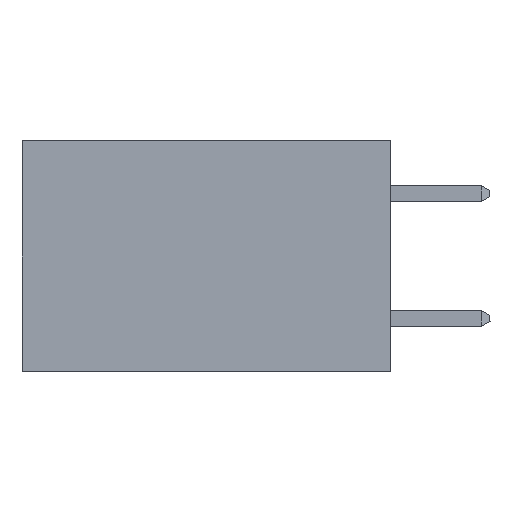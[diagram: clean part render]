
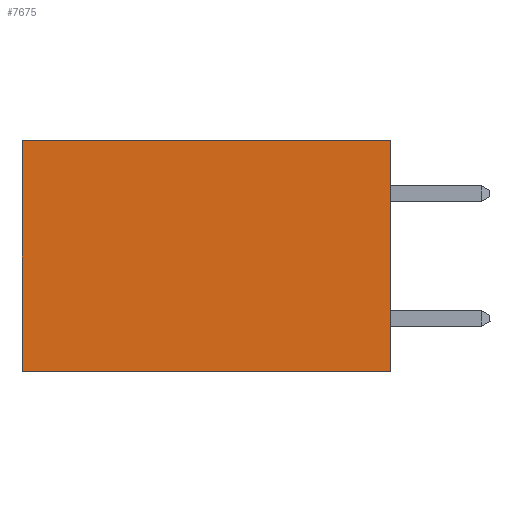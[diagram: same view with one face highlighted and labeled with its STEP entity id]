
A CAD part, left-side view. The second image highlights one B-rep face of the part: STEP entity #7675.
In plain terms, the highlighted planar face has unit normal (-1, 0, 0).
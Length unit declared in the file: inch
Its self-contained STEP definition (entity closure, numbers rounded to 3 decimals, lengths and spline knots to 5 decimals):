
#155 = ORIENTED_EDGE ( 'NONE', *, *, #20424, .F. ) ;
#990 = ORIENTED_EDGE ( 'NONE', *, *, #15256, .T. ) ;
#1905 = DIRECTION ( 'NONE',  ( 0., 0., -1. ) ) ;
#2218 = ORIENTED_EDGE ( 'NONE', *, *, #8105, .F. ) ;
#2568 = CARTESIAN_POINT ( 'NONE',  ( 0.277, 0., 0. ) ) ;
#2729 = VECTOR ( 'NONE', #10152, 39.37008 ) ;
#3246 = LINE ( 'NONE', #8428, #2729 ) ;
#4020 = VERTEX_POINT ( 'NONE', #13931 ) ;
#5697 = VERTEX_POINT ( 'NONE', #6939 ) ;
#6125 = CARTESIAN_POINT ( 'NONE',  ( 0.277, 0., -0.37 ) ) ;
#6224 = ORIENTED_EDGE ( 'NONE', *, *, #17844, .T. ) ;
#6271 = VECTOR ( 'NONE', #9371, 39.37008 ) ;
#6939 = CARTESIAN_POINT ( 'NONE',  ( 0.277, 0., -0.37 ) ) ;
#7328 = LINE ( 'NONE', #21295, #6271 ) ;
#7532 = CARTESIAN_POINT ( 'NONE',  ( 0.277, 0.59, 0. ) ) ;
#7645 = FACE_OUTER_BOUND ( 'NONE', #17894, .T. ) ;
#7675 = ADVANCED_FACE ( 'NONE', ( #7645 ), #16295, .F. ) ;
#7818 = DIRECTION ( 'NONE',  ( 1., 0., 0. ) ) ;
#8105 = EDGE_CURVE ( 'NONE', #11689, #5697, #16685, .T. ) ;
#8428 = CARTESIAN_POINT ( 'NONE',  ( 0.277, 0.59, -0.37 ) ) ;
#9371 = DIRECTION ( 'NONE',  ( 0., 1., 0. ) ) ;
#10152 = DIRECTION ( 'NONE',  ( 0., 0., -1. ) ) ;
#11689 = VERTEX_POINT ( 'NONE', #14420 ) ;
#12665 = DIRECTION ( 'NONE',  ( 0., 1., 0. ) ) ;
#13931 = CARTESIAN_POINT ( 'NONE',  ( 0.277, 0.59, -0.37 ) ) ;
#14420 = CARTESIAN_POINT ( 'NONE',  ( 0.277, 0., 0. ) ) ;
#14546 = VERTEX_POINT ( 'NONE', #7532 ) ;
#15256 = EDGE_CURVE ( 'NONE', #11689, #14546, #17195, .T. ) ;
#15445 = CARTESIAN_POINT ( 'NONE',  ( 0.277, 0., -0.37 ) ) ;
#16295 = PLANE ( 'NONE',  #19385 ) ;
#16685 = LINE ( 'NONE', #15445, #20697 ) ;
#17195 = LINE ( 'NONE', #2568, #21177 ) ;
#17844 = EDGE_CURVE ( 'NONE', #14546, #4020, #3246, .T. ) ;
#17894 = EDGE_LOOP ( 'NONE', ( #6224, #155, #2218, #990 ) ) ;
#19385 = AXIS2_PLACEMENT_3D ( 'NONE', #6125, #7818, #19741 ) ;
#19741 = DIRECTION ( 'NONE',  ( 0., 0., -1. ) ) ;
#20424 = EDGE_CURVE ( 'NONE', #5697, #4020, #7328, .T. ) ;
#20697 = VECTOR ( 'NONE', #1905, 39.37008 ) ;
#21177 = VECTOR ( 'NONE', #12665, 39.37008 ) ;
#21295 = CARTESIAN_POINT ( 'NONE',  ( 0.277, 0., -0.37 ) ) ;
